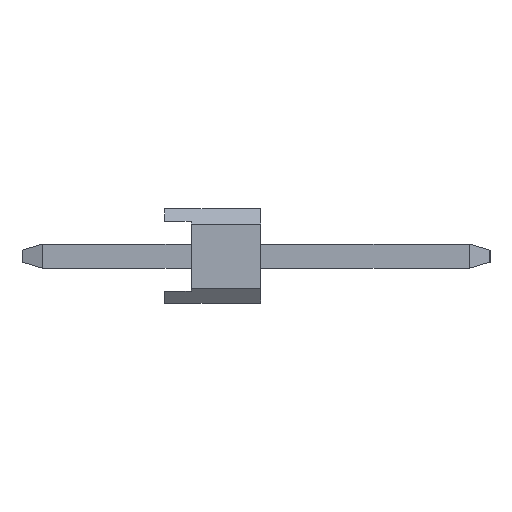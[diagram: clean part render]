
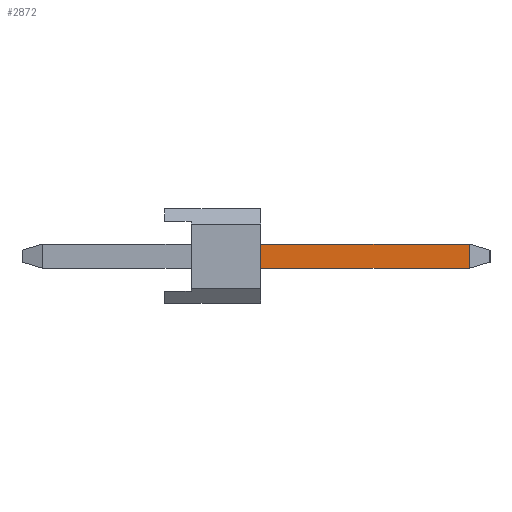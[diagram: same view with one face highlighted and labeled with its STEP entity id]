
A CAD part, left-side view. The second image highlights one B-rep face of the part: STEP entity #2872.
In plain terms, the highlighted planar face has unit normal (-1, 0, 0).
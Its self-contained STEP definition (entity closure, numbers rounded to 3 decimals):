
#2172=VERTEX_POINT('',#5293);
#2698=VERTEX_POINT('',#5879);
#2714=EDGE_CURVE('',#2172,#3622,#5897,.T.);
#2864=EDGE_CURVE('',#2698,#2172,#6062,.T.);
#2872=ADVANCED_FACE('',(#6070),#6071,.T.);
#2950=VERTEX_POINT('',#6159);
#3622=VERTEX_POINT('',#6923);
#3822=EDGE_CURVE('',#3622,#2950,#7141,.T.);
#4358=EDGE_CURVE('',#2950,#2698,#7735,.T.);
#5293=CARTESIAN_POINT('',(-11.75,-2.54,-0.32));
#5879=CARTESIAN_POINT('',(-11.75,-8.074,-0.32));
#5897=LINE('',#9867,#9868);
#6062=LINE('',#10112,#10113);
#6070=FACE_OUTER_BOUND('',#10125,.T.);
#6071=PLANE('',#10126);
#6159=CARTESIAN_POINT('',(-11.75,-8.074,0.32));
#6923=CARTESIAN_POINT('',(-11.75,-2.54,0.32));
#7141=LINE('',#11647,#11648);
#7735=LINE('',#12501,#12502);
#9867=CARTESIAN_POINT('',(-11.75,-2.54,0.252));
#9868=VECTOR('',#14093,1.0);
#10112=CARTESIAN_POINT('',(-11.75,3.234,-0.32));
#10113=VECTOR('',#14259,1.0);
#10125=EDGE_LOOP('',(#14263,#14264,#14265,#14266));
#10126=AXIS2_PLACEMENT_3D('',#14267,#14268,#14269);
#11647=CARTESIAN_POINT('',(-11.75,-2.42,0.32));
#11648=VECTOR('',#15521,1.0);
#12501=CARTESIAN_POINT('',(-11.75,-8.074,0.5));
#12502=VECTOR('',#16137,1.0);
#14093=DIRECTION('',(0.,0.,1.0));
#14259=DIRECTION('',(0.,1.0,0.));
#14263=ORIENTED_EDGE('',*,*,#2714,.F.);
#14264=ORIENTED_EDGE('',*,*,#2864,.F.);
#14265=ORIENTED_EDGE('',*,*,#4358,.F.);
#14266=ORIENTED_EDGE('',*,*,#3822,.F.);
#14267=CARTESIAN_POINT('',(-11.75,3.234,0.5));
#14268=DIRECTION('',(-1.0,0.,0.));
#14269=DIRECTION('',(0.,1.0,0.));
#15521=DIRECTION('',(0.,-1.0,0.));
#16137=DIRECTION('',(0.0,0.,-1.0));
